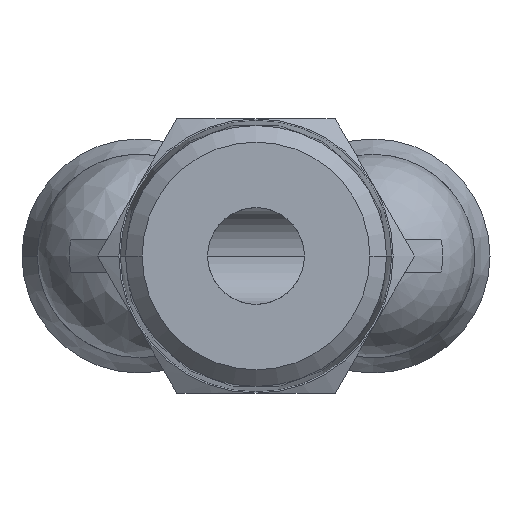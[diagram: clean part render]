
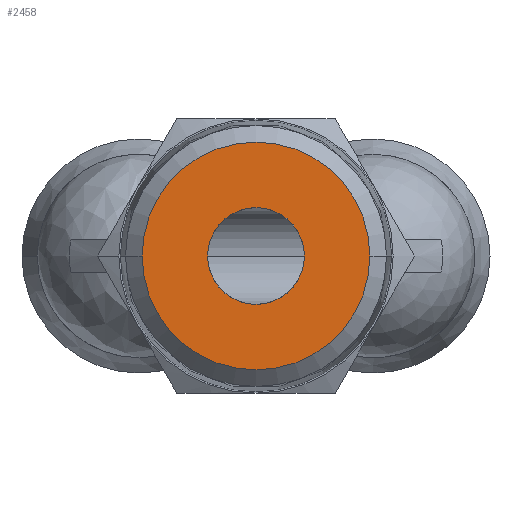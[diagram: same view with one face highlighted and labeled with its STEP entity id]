
A CAD part, front view. The second image highlights one B-rep face of the part: STEP entity #2458.
In plain terms, the highlighted planar face has unit normal (0, -1, 0).
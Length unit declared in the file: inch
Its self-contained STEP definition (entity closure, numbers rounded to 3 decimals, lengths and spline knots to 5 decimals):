
#199 = CARTESIAN_POINT ( 'NONE',  ( 0.11811, -0.66929, 0. ) ) ;
#323 = CIRCLE ( 'NONE', #906, 0.2778 ) ;
#393 = DIRECTION ( 'NONE',  ( 0., 1., 0. ) ) ;
#504 = AXIS2_PLACEMENT_3D ( 'NONE', #723, #2593, #995 ) ;
#578 = DIRECTION ( 'NONE',  ( 0., 1., 0. ) ) ;
#582 = AXIS2_PLACEMENT_3D ( 'NONE', #1515, #3419, #1771 ) ;
#644 = PLANE ( 'NONE',  #1691 ) ;
#723 = CARTESIAN_POINT ( 'NONE',  ( 0., -0.66929, 0. ) ) ;
#734 = CARTESIAN_POINT ( 'NONE',  ( -0.2778, -0.66929, 0. ) ) ;
#783 = CIRCLE ( 'NONE', #504, 0.11811 ) ;
#863 = CIRCLE ( 'NONE', #2338, 0.11811 ) ;
#906 = AXIS2_PLACEMENT_3D ( 'NONE', #2148, #578, #2439 ) ;
#995 = DIRECTION ( 'NONE',  ( -1., 0., 0. ) ) ;
#1173 = DIRECTION ( 'NONE',  ( 0., -1., 0. ) ) ;
#1209 = EDGE_CURVE ( 'NONE', #1988, #1726, #863, .T. ) ;
#1364 = EDGE_CURVE ( 'NONE', #1726, #1988, #783, .T. ) ;
#1515 = CARTESIAN_POINT ( 'NONE',  ( 0., -0.66929, 0. ) ) ;
#1614 = CARTESIAN_POINT ( 'NONE',  ( -0.11811, -0.66929, 0. ) ) ;
#1691 = AXIS2_PLACEMENT_3D ( 'NONE', #2224, #1173, #3104 ) ;
#1726 = VERTEX_POINT ( 'NONE', #1614 ) ;
#1771 = DIRECTION ( 'NONE',  ( -1., 0., 0. ) ) ;
#1854 = EDGE_CURVE ( 'NONE', #3289, #2131, #323, .T. ) ;
#1935 = CARTESIAN_POINT ( 'NONE',  ( 0., -0.66929, 0. ) ) ;
#1988 = VERTEX_POINT ( 'NONE', #199 ) ;
#2017 = ORIENTED_EDGE ( 'NONE', *, *, #1364, .T. ) ;
#2034 = EDGE_LOOP ( 'NONE', ( #3210, #3159 ) ) ;
#2106 = EDGE_LOOP ( 'NONE', ( #2017, #2552 ) ) ;
#2131 = VERTEX_POINT ( 'NONE', #734 ) ;
#2148 = CARTESIAN_POINT ( 'NONE',  ( 0., -0.66929, 0. ) ) ;
#2210 = DIRECTION ( 'NONE',  ( -1., 0., 0. ) ) ;
#2224 = CARTESIAN_POINT ( 'NONE',  ( -0.1389, -0.66929, 0. ) ) ;
#2338 = AXIS2_PLACEMENT_3D ( 'NONE', #1935, #393, #2210 ) ;
#2439 = DIRECTION ( 'NONE',  ( -1., 0., 0. ) ) ;
#2458 = ADVANCED_FACE ( 'NONE', ( #3250, #3307 ), #644, .T. ) ;
#2552 = ORIENTED_EDGE ( 'NONE', *, *, #1209, .T. ) ;
#2593 = DIRECTION ( 'NONE',  ( 0., 1., 0. ) ) ;
#2653 = EDGE_CURVE ( 'NONE', #2131, #3289, #3032, .T. ) ;
#3032 = CIRCLE ( 'NONE', #582, 0.2778 ) ;
#3104 = DIRECTION ( 'NONE',  ( 1., 0., 0. ) ) ;
#3159 = ORIENTED_EDGE ( 'NONE', *, *, #1854, .F. ) ;
#3210 = ORIENTED_EDGE ( 'NONE', *, *, #2653, .F. ) ;
#3250 = FACE_BOUND ( 'NONE', #2106, .T. ) ;
#3262 = CARTESIAN_POINT ( 'NONE',  ( 0.2778, -0.66929, 0. ) ) ;
#3289 = VERTEX_POINT ( 'NONE', #3262 ) ;
#3307 = FACE_OUTER_BOUND ( 'NONE', #2034, .T. ) ;
#3419 = DIRECTION ( 'NONE',  ( 0., 1., 0. ) ) ;
